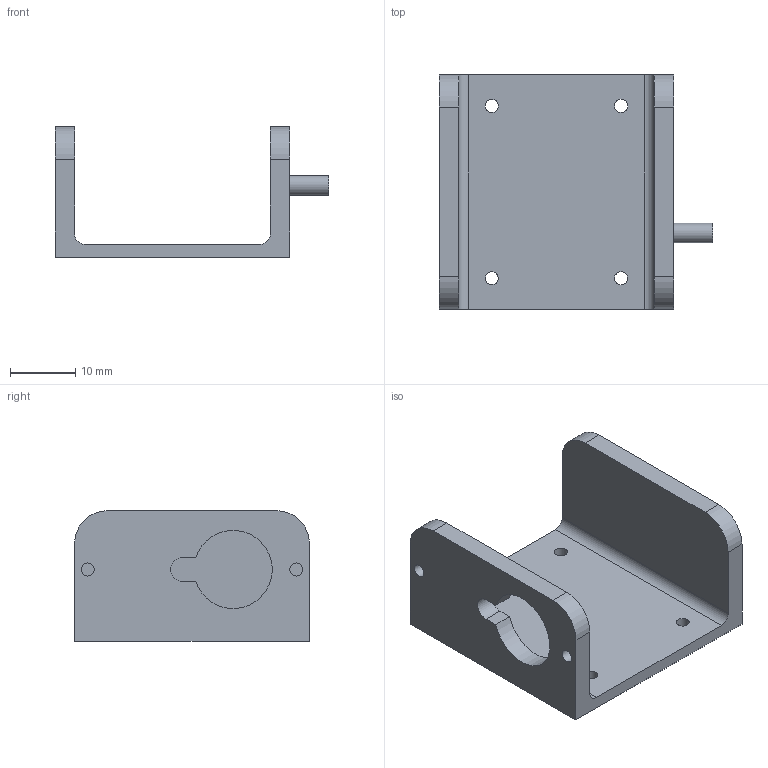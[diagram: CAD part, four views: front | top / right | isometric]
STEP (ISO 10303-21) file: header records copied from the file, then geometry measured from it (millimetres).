
FILE_DESCRIPTION(/* description */ (''),/* implementation_level */ '2;1');
FILE_NAME(/* name */ 'camera mount v3 v8.step',/* time_stamp */ '2021-03-15T21:14:53-07:00',/* author */ (''),/* organization */ (''),/* preprocessor_version */ 'ST-DEVELOPER v18.1',/* originating_system */ 'Autodesk Translation Framework v9.10.0.1330',/* authorisation */ '');
FILE_SCHEMA (('AUTOMOTIVE_DESIGN { 1 0 10303 214 3 1 1 }'));
Length unit declared in the file: millimetre
Products named in the file (1): camera mount v3
Bounding box: 42 x 36 x 20 mm (x, y, z)
Volume: 6073.7 mm3; surface area: 5563.2 mm2
Topology: 1 solids, 1 shells, 28 faces, 75 edges, 50 vertices
Faces by surface type: cylinder 15, plane 13
Full cylindrical faces by diameter (mm): 2 x6, 3 x1
Entity records: 950 total; most frequent: DIRECTION 163, CARTESIAN_POINT 154, ORIENTED_EDGE 150, EDGE_CURVE 75, AXIS2_PLACEMENT_3D 59, VERTEX_POINT 50, LINE 45, VECTOR 45
